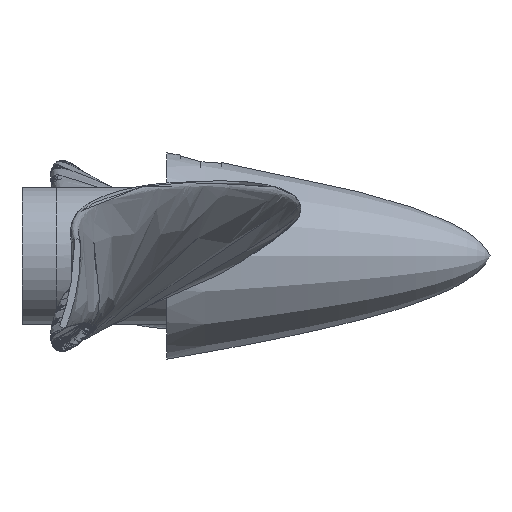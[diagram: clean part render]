
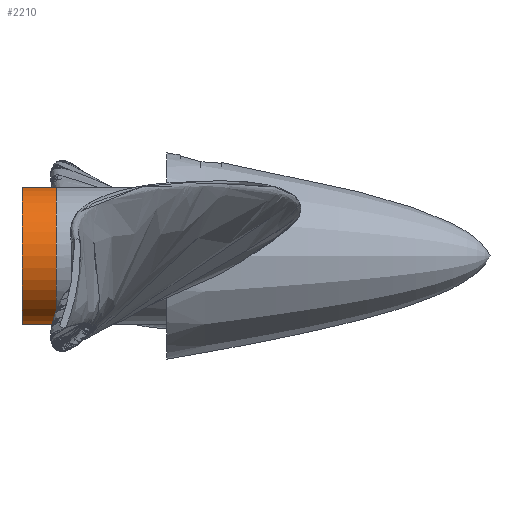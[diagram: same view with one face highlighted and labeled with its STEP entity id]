
A CAD part, left-side view. The second image highlights one B-rep face of the part: STEP entity #2210.
In plain terms, the highlighted cylindrical face has radius 5 mm (diameter 10 mm), a full revolution.
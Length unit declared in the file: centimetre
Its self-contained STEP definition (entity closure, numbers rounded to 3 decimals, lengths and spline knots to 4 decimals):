
#178=FACE_OUTER_BOUND('',#309,.T.);
#309=EDGE_LOOP('',(#1981,#1982,#1983,#1984));
#334=CIRCLE('',#2363,0.5);
#335=CIRCLE('',#2365,0.5);
#647=LINE('',#11333,#750);
#750=VECTOR('',#2747,0.5);
#975=VERTEX_POINT('',#11328);
#976=VERTEX_POINT('',#11331);
#1312=EDGE_CURVE('',#975,#975,#334,.T.);
#1313=EDGE_CURVE('',#976,#976,#335,.T.);
#1314=EDGE_CURVE('',#976,#975,#647,.T.);
#1981=ORIENTED_EDGE('',*,*,#1313,.F.);
#1982=ORIENTED_EDGE('',*,*,#1314,.T.);
#1983=ORIENTED_EDGE('',*,*,#1312,.T.);
#1984=ORIENTED_EDGE('',*,*,#1314,.F.);
#2087=CYLINDRICAL_SURFACE('',#2364,0.5);
#2210=ADVANCED_FACE('',(#178),#2087,.T.);
#2363=AXIS2_PLACEMENT_3D('',#11329,#2741,#2742);
#2364=AXIS2_PLACEMENT_3D('',#11330,#2743,#2744);
#2365=AXIS2_PLACEMENT_3D('',#11332,#2745,#2746);
#2741=DIRECTION('center_axis',(0.,1.,0.));
#2742=DIRECTION('ref_axis',(1.,0.,0.));
#2743=DIRECTION('center_axis',(0.,1.,0.));
#2744=DIRECTION('ref_axis',(0.,0.,1.));
#2745=DIRECTION('center_axis',(0.,1.,0.));
#2746=DIRECTION('ref_axis',(1.,0.,0.));
#2747=DIRECTION('',(0.,-1.,0.));
#11328=CARTESIAN_POINT('',(0.,-0.85,-2.7));
#11329=CARTESIAN_POINT('Origin',(0.,-0.85,-2.2));
#11330=CARTESIAN_POINT('Origin',(0.,-0.725,-2.2));
#11331=CARTESIAN_POINT('',(0.,-0.6,-2.7));
#11332=CARTESIAN_POINT('Origin',(0.,-0.6,-2.2));
#11333=CARTESIAN_POINT('',(0.,-0.725,-2.7));
